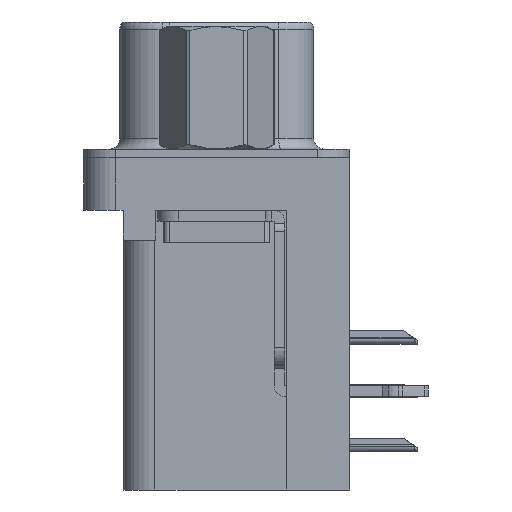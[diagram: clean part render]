
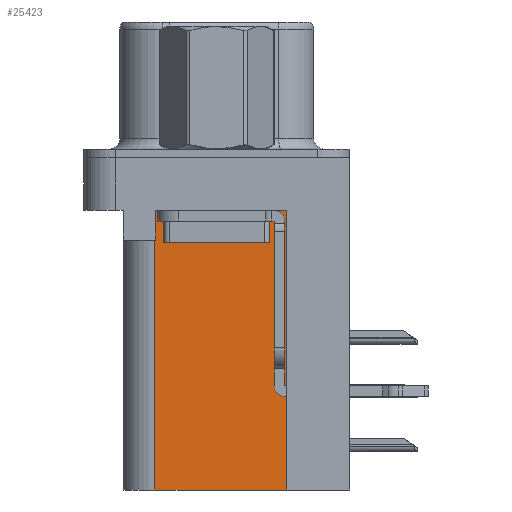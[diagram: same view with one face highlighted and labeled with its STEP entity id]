
A CAD part, left-side view. The second image highlights one B-rep face of the part: STEP entity #25423.
In plain terms, the highlighted planar face has unit normal (-1, 0, 0).
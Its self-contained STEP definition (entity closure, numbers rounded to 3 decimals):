
#1747 = VERTEX_POINT ( 'NONE', #8557 ) ;
#4166 = CARTESIAN_POINT ( 'NONE',  ( 3.79, -3.295, -2.5 ) ) ;
#5295 = EDGE_LOOP ( 'NONE', ( #28096, #30571, #32315, #23174, #10940, #23617 ) ) ;
#6331 = CARTESIAN_POINT ( 'NONE',  ( 3.79, -3.295, -15.7 ) ) ;
#7335 = VERTEX_POINT ( 'NONE', #14564 ) ;
#7509 = CARTESIAN_POINT ( 'NONE',  ( 3.79, 2.895, -2.5 ) ) ;
#8425 = VERTEX_POINT ( 'NONE', #7509 ) ;
#8557 = CARTESIAN_POINT ( 'NONE',  ( 3.79, 2.925, -15.7 ) ) ;
#8584 = VECTOR ( 'NONE', #27740, 1000. ) ;
#10158 = DIRECTION ( 'NONE',  ( 0., 0., -1. ) ) ;
#10502 = VECTOR ( 'NONE', #20585, 1000. ) ;
#10940 = ORIENTED_EDGE ( 'NONE', *, *, #30694, .F. ) ;
#11447 = CARTESIAN_POINT ( 'NONE',  ( 3.79, -3.295, -15.7 ) ) ;
#12420 = PLANE ( 'NONE',  #36830 ) ;
#14564 = CARTESIAN_POINT ( 'NONE',  ( 3.79, 2.895, -3.9 ) ) ;
#15099 = EDGE_CURVE ( 'NONE', #25232, #8425, #22717, .T. ) ;
#15305 = FACE_OUTER_BOUND ( 'NONE', #5295, .T. ) ;
#15477 = DIRECTION ( 'NONE',  ( 0., 0., -1. ) ) ;
#16761 = LINE ( 'NONE', #6331, #8584 ) ;
#18636 = LINE ( 'NONE', #11447, #10502 ) ;
#18821 = CARTESIAN_POINT ( 'NONE',  ( 3.79, 0., -3.9 ) ) ;
#20585 = DIRECTION ( 'NONE',  ( 0., 1., 0. ) ) ;
#20815 = CARTESIAN_POINT ( 'NONE',  ( 3.79, -3.295, -2.5 ) ) ;
#21091 = VECTOR ( 'NONE', #35881, 1000. ) ;
#22372 = VECTOR ( 'NONE', #27962, 1000. ) ;
#22480 = CARTESIAN_POINT ( 'NONE',  ( 3.79, 2.895, -3.9 ) ) ;
#22717 = LINE ( 'NONE', #4166, #30000 ) ;
#22820 = DIRECTION ( 'NONE',  ( 0., 1., 0. ) ) ;
#23174 = ORIENTED_EDGE ( 'NONE', *, *, #29668, .F. ) ;
#23617 = ORIENTED_EDGE ( 'NONE', *, *, #30745, .T. ) ;
#23786 = LINE ( 'NONE', #22480, #40227 ) ;
#24227 = EDGE_CURVE ( 'NONE', #7335, #30267, #30609, .T. ) ;
#25232 = VERTEX_POINT ( 'NONE', #20815 ) ;
#25423 = ADVANCED_FACE ( 'NONE', ( #15305 ), #12420, .F. ) ;
#25693 = EDGE_CURVE ( 'NONE', #8425, #7335, #23786, .T. ) ;
#27735 = VERTEX_POINT ( 'NONE', #36923 ) ;
#27740 = DIRECTION ( 'NONE',  ( 0., 0., 1. ) ) ;
#27962 = DIRECTION ( 'NONE',  ( 0., 1., 0. ) ) ;
#28096 = ORIENTED_EDGE ( 'NONE', *, *, #15099, .T. ) ;
#29191 = LINE ( 'NONE', #32744, #21091 ) ;
#29668 = EDGE_CURVE ( 'NONE', #1747, #30267, #29191, .T. ) ;
#30000 = VECTOR ( 'NONE', #22820, 1000. ) ;
#30267 = VERTEX_POINT ( 'NONE', #32956 ) ;
#30571 = ORIENTED_EDGE ( 'NONE', *, *, #25693, .T. ) ;
#30609 = LINE ( 'NONE', #18821, #22372 ) ;
#30694 = EDGE_CURVE ( 'NONE', #27735, #1747, #18636, .T. ) ;
#30745 = EDGE_CURVE ( 'NONE', #27735, #25232, #16761, .T. ) ;
#32315 = ORIENTED_EDGE ( 'NONE', *, *, #24227, .T. ) ;
#32744 = CARTESIAN_POINT ( 'NONE',  ( 3.79, 2.925, -15.7 ) ) ;
#32956 = CARTESIAN_POINT ( 'NONE',  ( 3.79, 2.925, -3.9 ) ) ;
#33583 = CARTESIAN_POINT ( 'NONE',  ( 3.79, -3.295, -15.7 ) ) ;
#33707 = DIRECTION ( 'NONE',  ( 1., 0., 0. ) ) ;
#35881 = DIRECTION ( 'NONE',  ( 0., 0., 1. ) ) ;
#36830 = AXIS2_PLACEMENT_3D ( 'NONE', #33583, #33707, #15477 ) ;
#36923 = CARTESIAN_POINT ( 'NONE',  ( 3.79, -3.295, -15.7 ) ) ;
#40227 = VECTOR ( 'NONE', #10158, 1000. ) ;
